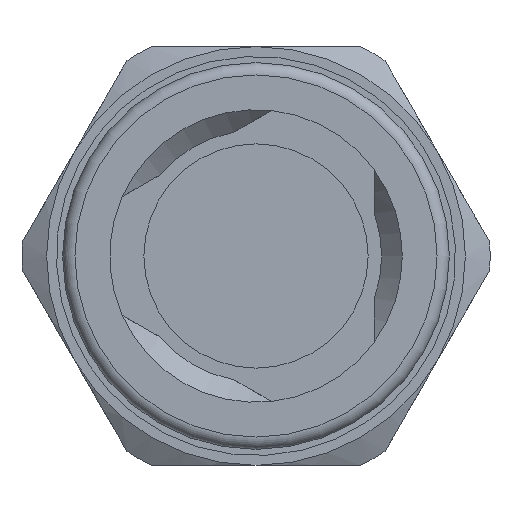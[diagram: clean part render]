
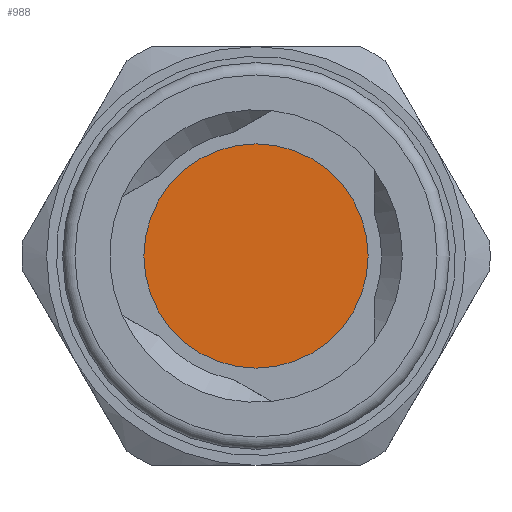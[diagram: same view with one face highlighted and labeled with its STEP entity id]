
A CAD part, left-side view. The second image highlights one B-rep face of the part: STEP entity #988.
In plain terms, the highlighted planar face has unit normal (-1, 0, 0).
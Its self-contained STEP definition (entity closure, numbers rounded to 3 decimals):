
#193=PLANE('',#1063);
#251=FACE_OUTER_BOUND('',#323,.T.);
#323=EDGE_LOOP('',(#709));
#423=CIRCLE('',#1062,4.55);
#491=VERTEX_POINT('',#1513);
#580=EDGE_CURVE('',#491,#491,#423,.T.);
#709=ORIENTED_EDGE('',*,*,#580,.T.);
#988=ADVANCED_FACE('',(#251),#193,.T.);
#1062=AXIS2_PLACEMENT_3D('',#1514,#1205,#1206);
#1063=AXIS2_PLACEMENT_3D('',#1515,#1207,#1208);
#1205=DIRECTION('center_axis',(-1.,0.,0.));
#1206=DIRECTION('ref_axis',(0.,-1.,0.));
#1207=DIRECTION('center_axis',(-1.,0.,0.));
#1208=DIRECTION('ref_axis',(0.,-1.,0.));
#1513=CARTESIAN_POINT('',(26.,-4.55,0.));
#1514=CARTESIAN_POINT('Origin',(26.,0.,0.));
#1515=CARTESIAN_POINT('Origin',(26.,0.,0.));
